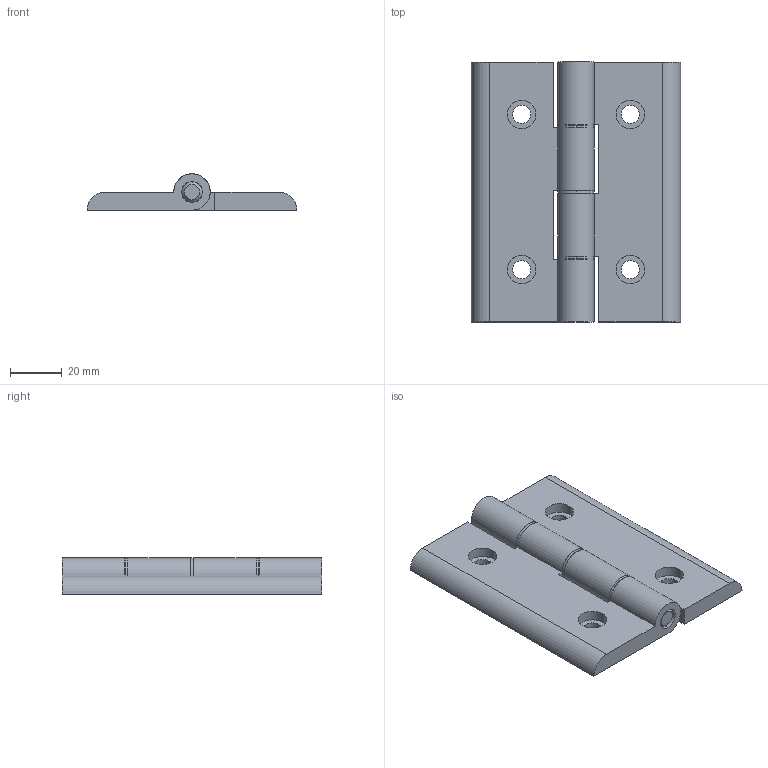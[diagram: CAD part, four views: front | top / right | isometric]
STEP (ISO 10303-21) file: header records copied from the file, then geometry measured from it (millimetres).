
FILE_DESCRIPTION (( 'STEP AP203' ), '1' );
FILE_NAME ('084.500.018.STEP', '2015-02-10T15:40:23', ( '' ), ( '' ), 'SwSTEP 2.0', 'SolidWorks 2012', '' );
FILE_SCHEMA (( 'CONFIG_CONTROL_DESIGN' ));
Length unit declared in the file: millimetre
Products named in the file (4): 084.500.018; 084.500.001.C; PERNO CERNIERA_084.500.004.B; SEMI CERNIERA_084.500.018A
Assembly tree (6 placements, depth 2):
  084.500.018
    SEMI CERNIERA_084.500.018A  x2
    PERNO CERNIERA_084.500.004.B
    084.500.001.C  x3
Bounding box: 81 x 100.5 x 14.1 mm (x, y, z)
Volume: 57891.5 mm3; surface area: 26821 mm2
Topology: 6 solids, 6 shells, 200 faces, 468 edges, 284 vertices
Faces by surface type: plane 150, cylinder 46, cone 4
Entity records: 5070 total; most frequent: DIRECTION 850, CARTESIAN_POINT 773, ORIENTED_EDGE 756, EDGE_CURVE 378, AXIS2_PLACEMENT_3D 301, LINE 248, VECTOR 248, VERTEX_POINT 224
